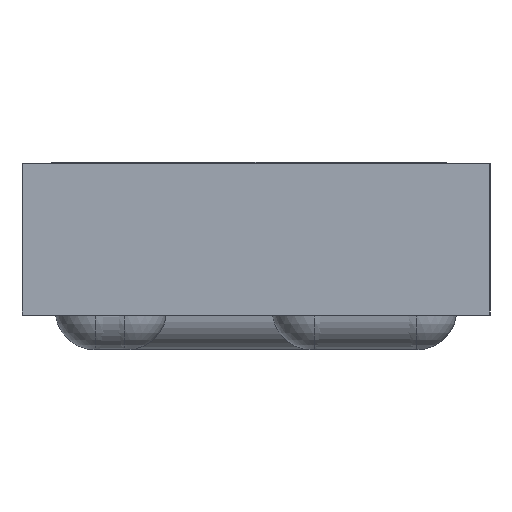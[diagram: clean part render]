
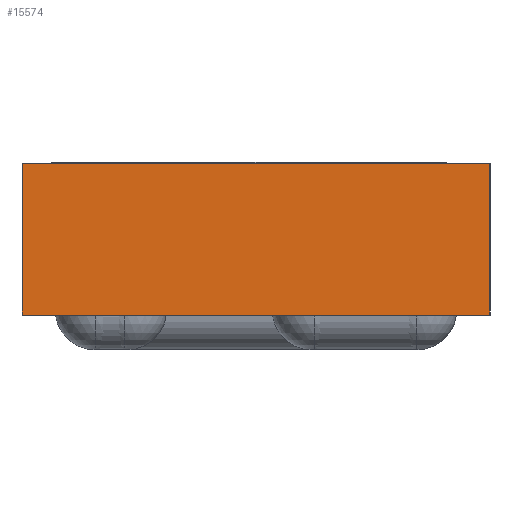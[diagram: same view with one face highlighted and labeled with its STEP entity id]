
A CAD part, left-side view. The second image highlights one B-rep face of the part: STEP entity #15574.
In plain terms, the highlighted planar face has unit normal (-1, 0, 0).
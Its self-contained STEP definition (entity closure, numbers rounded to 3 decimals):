
#15549 = VERTEX_POINT('',#15550);
#15550 = CARTESIAN_POINT('',(-2.3,-0.8,0.518));
#15556 = EDGE_CURVE('',#15557,#15549,#15559,.T.);
#15557 = VERTEX_POINT('',#15558);
#15558 = CARTESIAN_POINT('',(-2.3,-0.8,0.));
#15559 = LINE('',#15560,#15561);
#15560 = CARTESIAN_POINT('',(-2.3,-0.8,0.));
#15561 = VECTOR('',#15562,1.);
#15562 = DIRECTION('',(0.,0.,1.));
#15574 = ADVANCED_FACE('',(#15575),#15600,.T.);
#15575 = FACE_BOUND('',#15576,.T.);
#15576 = EDGE_LOOP('',(#15577,#15578,#15586,#15594));
#15577 = ORIENTED_EDGE('',*,*,#15556,.T.);
#15578 = ORIENTED_EDGE('',*,*,#15579,.T.);
#15579 = EDGE_CURVE('',#15549,#15580,#15582,.T.);
#15580 = VERTEX_POINT('',#15581);
#15581 = CARTESIAN_POINT('',(-2.3,0.8,0.518));
#15582 = LINE('',#15583,#15584);
#15583 = CARTESIAN_POINT('',(-2.3,-0.8,0.518));
#15584 = VECTOR('',#15585,1.);
#15585 = DIRECTION('',(0.,1.,0.));
#15586 = ORIENTED_EDGE('',*,*,#15587,.F.);
#15587 = EDGE_CURVE('',#15588,#15580,#15590,.T.);
#15588 = VERTEX_POINT('',#15589);
#15589 = CARTESIAN_POINT('',(-2.3,0.8,0.));
#15590 = LINE('',#15591,#15592);
#15591 = CARTESIAN_POINT('',(-2.3,0.8,0.));
#15592 = VECTOR('',#15593,1.);
#15593 = DIRECTION('',(0.,0.,1.));
#15594 = ORIENTED_EDGE('',*,*,#15595,.F.);
#15595 = EDGE_CURVE('',#15557,#15588,#15596,.T.);
#15596 = LINE('',#15597,#15598);
#15597 = CARTESIAN_POINT('',(-2.3,-0.8,0.));
#15598 = VECTOR('',#15599,1.);
#15599 = DIRECTION('',(0.,1.,0.));
#15600 = PLANE('',#15601);
#15601 = AXIS2_PLACEMENT_3D('',#15602,#15603,#15604);
#15602 = CARTESIAN_POINT('',(-2.3,-0.8,0.));
#15603 = DIRECTION('',(-1.,0.,0.));
#15604 = DIRECTION('',(0.,1.,0.));
